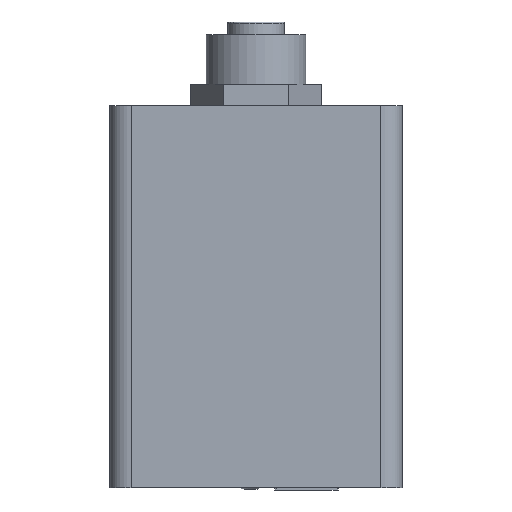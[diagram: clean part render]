
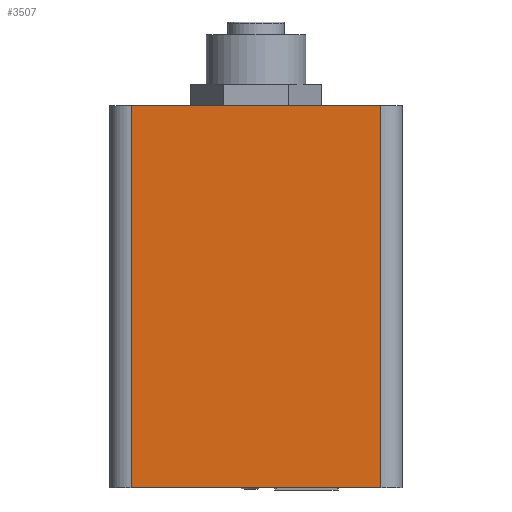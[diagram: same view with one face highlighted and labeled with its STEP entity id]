
A CAD part, left-side view. The second image highlights one B-rep face of the part: STEP entity #3507.
In plain terms, the highlighted planar face has unit normal (-1, 0, 0).
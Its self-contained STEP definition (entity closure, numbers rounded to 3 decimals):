
#131=LINE('',#4940,#299);
#141=LINE('',#4969,#309);
#143=LINE('',#4972,#311);
#144=LINE('',#4974,#312);
#299=VECTOR('',#4094,1000.);
#309=VECTOR('',#4114,1000.);
#311=VECTOR('',#4118,1000.);
#312=VECTOR('',#4119,1000.);
#521=ORIENTED_EDGE('',*,*,#1214,.T.);
#522=ORIENTED_EDGE('',*,*,#1215,.F.);
#523=ORIENTED_EDGE('',*,*,#1198,.F.);
#524=ORIENTED_EDGE('',*,*,#1212,.T.);
#1198=EDGE_CURVE('',#1545,#1546,#131,.T.);
#1212=EDGE_CURVE('',#1545,#1559,#141,.T.);
#1214=EDGE_CURVE('',#1559,#1560,#143,.T.);
#1215=EDGE_CURVE('',#1546,#1560,#144,.T.);
#1545=VERTEX_POINT('',#4939);
#1546=VERTEX_POINT('',#4941);
#1559=VERTEX_POINT('',#4968);
#1560=VERTEX_POINT('',#4973);
#1930=EDGE_LOOP('',(#521,#522,#523,#524));
#2141=FACE_BOUND('',#1930,.T.);
#2345=PLANE('',#3710);
#3507=ADVANCED_FACE('',(#2141),#2345,.F.);
#3710=AXIS2_PLACEMENT_3D('',#4971,#4116,#4117);
#4094=DIRECTION('',(0.,-1.,0.));
#4114=DIRECTION('',(0.,0.,-1.));
#4116=DIRECTION('',(1.,0.,0.));
#4117=DIRECTION('',(0.,0.,-1.));
#4118=DIRECTION('',(0.,-1.,0.));
#4119=DIRECTION('',(0.,0.,-1.));
#4939=CARTESIAN_POINT('',(-12.,17.65,27.));
#4940=CARTESIAN_POINT('',(-12.,17.65,27.));
#4941=CARTESIAN_POINT('',(-12.,-17.65,27.));
#4968=CARTESIAN_POINT('',(-12.,17.65,-27.));
#4969=CARTESIAN_POINT('',(-12.,17.65,27.));
#4971=CARTESIAN_POINT('',(-12.,17.65,27.));
#4972=CARTESIAN_POINT('',(-12.,17.65,-27.));
#4973=CARTESIAN_POINT('',(-12.,-17.65,-27.));
#4974=CARTESIAN_POINT('',(-12.,-17.65,27.));
